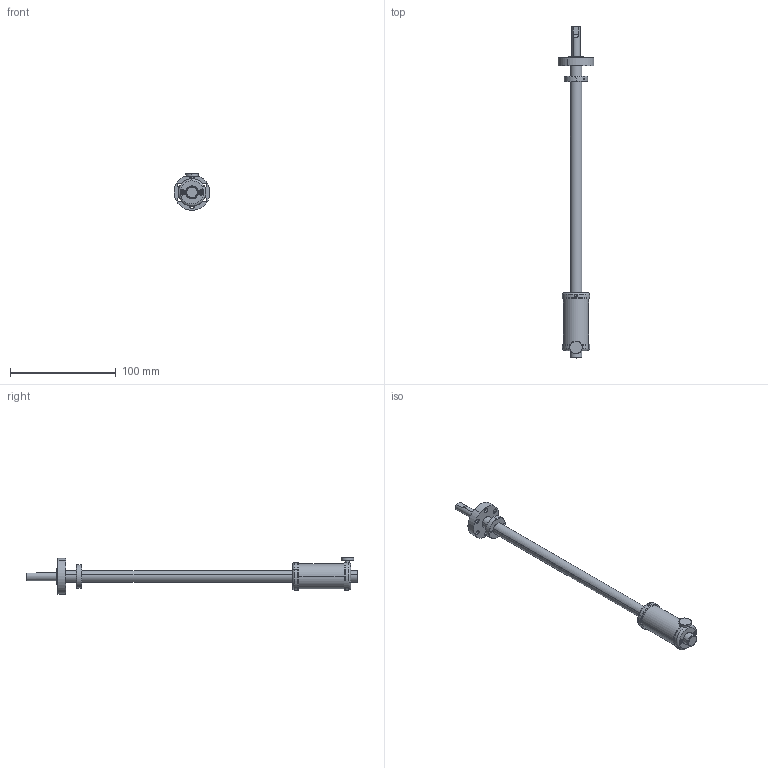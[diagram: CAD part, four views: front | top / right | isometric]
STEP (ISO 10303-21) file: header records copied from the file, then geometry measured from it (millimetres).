
FILE_DESCRIPTION(('CATIA V5 STEP Exchange'),'2;1');
FILE_NAME('MD16-0200-0030.stp','2014-11-26T14:22:43+00:00',('none'),('none'),'CATIA Version 5 Release 20 SP 7 (IN-10)','CATIA V5 STEP AP203','none');
FILE_SCHEMA(('CONFIG_CONTROL_DESIGN'));
Length unit declared in the file: millimetre
Products named in the file (3): MD16; TUMD16-XXX; MKS
Assembly tree (18 placements, depth 3):
  MD16
    TUMD16-XXX
      #66
      #1015
      #1282
    MKS
      #1572
      #3421  x2
      #4441  x2
      #4992
      #5428  x4
    #6423
    #7492
    #8007
Bounding box: 33.99 x 314.6 x 34.75 mm (x, y, z)
Volume: 41125 mm3; surface area: 41385 mm2
Topology: 16 solids, 16 shells, 457 faces, 1072 edges, 656 vertices
Faces by surface type: plane 183, cylinder 164, cone 102, torus 8
Entity records: 9054 total; most frequent: CARTESIAN_POINT 2208, ORIENTED_EDGE 1402, DIRECTION 1193, EDGE_CURVE 701, AXIS2_PLACEMENT_3D 539, VERTEX_POINT 450, VECTOR 366, LINE 366
